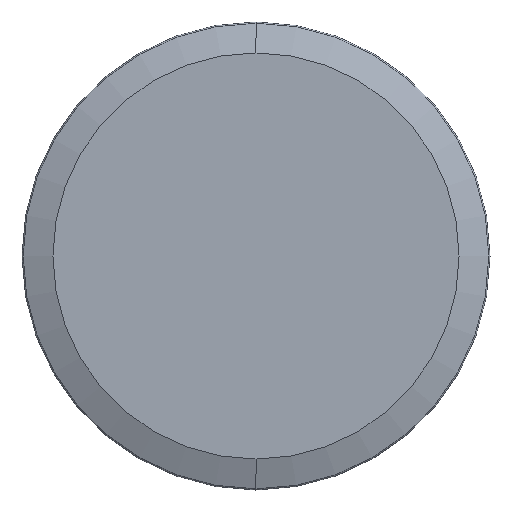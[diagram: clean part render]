
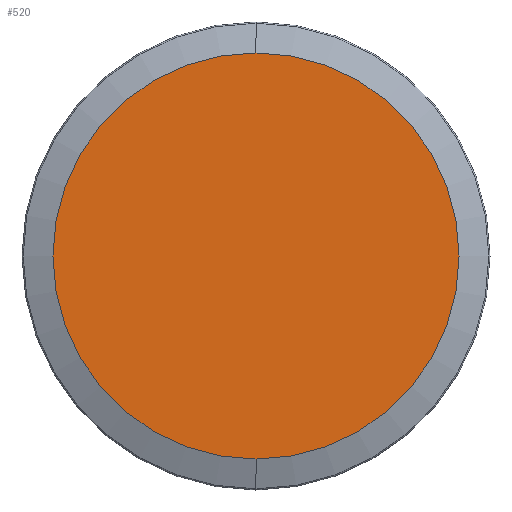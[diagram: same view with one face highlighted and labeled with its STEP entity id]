
A CAD part, left-side view. The second image highlights one B-rep face of the part: STEP entity #520.
In plain terms, the highlighted planar face has unit normal (-1, 0, 0).
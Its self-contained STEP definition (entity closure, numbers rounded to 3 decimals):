
#67 = DIRECTION ( 'NONE',  ( -1., 0., 0. ) ) ;
#110 = CARTESIAN_POINT ( 'NONE',  ( 0., 0., 0. ) ) ;
#113 = CIRCLE ( 'NONE', #575, 79.411 ) ;
#155 = EDGE_CURVE ( 'NONE', #175, #314, #263, .T. ) ;
#160 = DIRECTION ( 'NONE',  ( 0., 0., 1. ) ) ;
#175 = VERTEX_POINT ( 'NONE', #511 ) ;
#216 = EDGE_LOOP ( 'NONE', ( #555, #545 ) ) ;
#258 = DIRECTION ( 'NONE',  ( 1., 0., 0. ) ) ;
#263 = CIRCLE ( 'NONE', #439, 79.411 ) ;
#291 = DIRECTION ( 'NONE',  ( 0., 0., 1. ) ) ;
#298 = CARTESIAN_POINT ( 'NONE',  ( 0., 0., 0. ) ) ;
#314 = VERTEX_POINT ( 'NONE', #408 ) ;
#343 = FACE_OUTER_BOUND ( 'NONE', #216, .T. ) ;
#408 = CARTESIAN_POINT ( 'NONE',  ( 0., 0., -79.411 ) ) ;
#432 = DIRECTION ( 'NONE',  ( -1., 0., 0. ) ) ;
#435 = CARTESIAN_POINT ( 'NONE',  ( 0., 0., 0. ) ) ;
#439 = AXIS2_PLACEMENT_3D ( 'NONE', #110, #67, #291 ) ;
#484 = EDGE_CURVE ( 'NONE', #314, #175, #113, .T. ) ;
#511 = CARTESIAN_POINT ( 'NONE',  ( 0., 0., 79.411 ) ) ;
#520 = ADVANCED_FACE ( 'NONE', ( #343 ), #530, .F. ) ;
#521 = DIRECTION ( 'NONE',  ( 0., 0., -1. ) ) ;
#530 = PLANE ( 'NONE',  #546 ) ;
#545 = ORIENTED_EDGE ( 'NONE', *, *, #155, .T. ) ;
#546 = AXIS2_PLACEMENT_3D ( 'NONE', #298, #258, #521 ) ;
#555 = ORIENTED_EDGE ( 'NONE', *, *, #484, .T. ) ;
#575 = AXIS2_PLACEMENT_3D ( 'NONE', #435, #432, #160 ) ;
